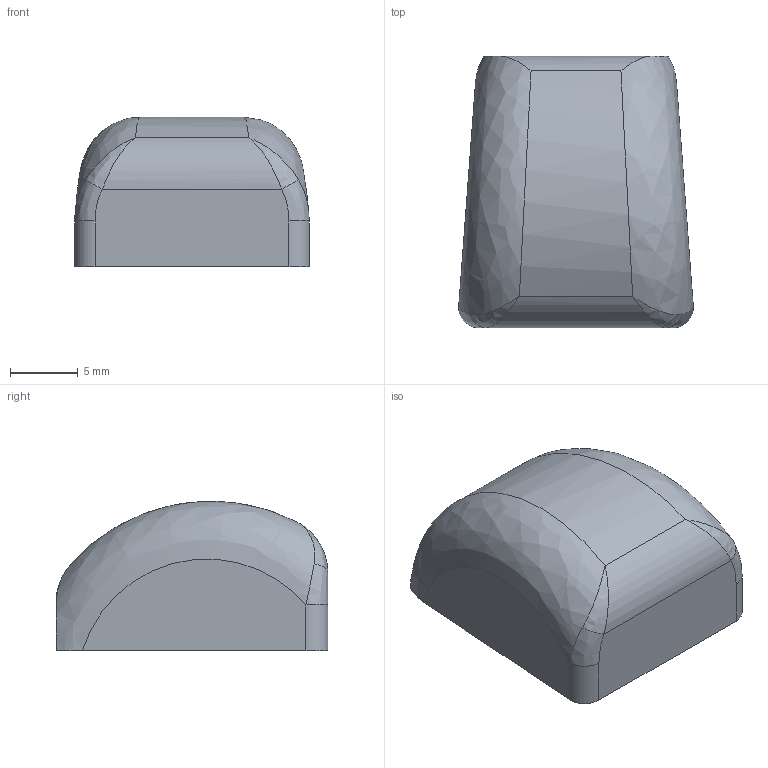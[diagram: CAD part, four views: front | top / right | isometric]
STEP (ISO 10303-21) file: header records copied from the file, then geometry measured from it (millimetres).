
FILE_DESCRIPTION(/* description */ (''),/* implementation_level */ '2;1');
FILE_NAME(/* name */ 'm100 thumb keycap v7.step',/* time_stamp */ '2022-12-03T19:11:56-08:00',/* author */ (''),/* organization */ (''),/* preprocessor_version */ 'ST-DEVELOPER v19.2',/* originating_system */ 'Autodesk Translation Framework v11.17.0.187',/* authorisation */ '');
FILE_SCHEMA (('AUTOMOTIVE_DESIGN { 1 0 10303 214 3 1 1 }'));
Length unit declared in the file: millimetre
Products named in the file (1): m100 thumb keycap
Bounding box: 17.26 x 20 x 11 mm (x, y, z)
Volume: 1853.4 mm3; surface area: 1634.5 mm2
Topology: 1 solids, 1 shells, 49 faces, 128 edges, 82 vertices
Faces by surface type: plane 36, bspline 8, cylinder 5
Entity records: 1800 total; most frequent: CARTESIAN_POINT 623, ORIENTED_EDGE 252, DIRECTION 202, EDGE_CURVE 126, LINE 98, VECTOR 98, VERTEX_POINT 82, EDGE_LOOP 52
